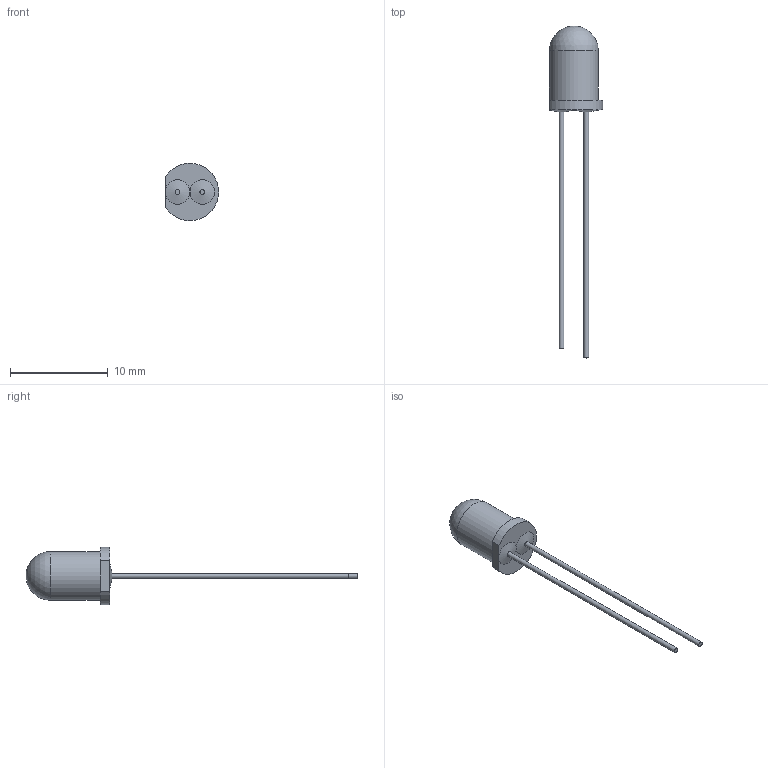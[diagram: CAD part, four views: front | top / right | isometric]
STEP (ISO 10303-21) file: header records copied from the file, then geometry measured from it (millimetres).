
FILE_DESCRIPTION(/* description */ (''),/* implementation_level */ '2;1');
FILE_NAME(/* name */ '5mm_LED_Blue-0.stp',/* time_stamp */ '2026-01-16T14:21:10+01:00',/* author */ ('rk'),/* organization */ (''),/* preprocessor_version */ 'ST-DEVELOPER v20',/* originating_system */ 'Autodesk Inventor 2025',/* authorisation */ '');
FILE_SCHEMA (('AUTOMOTIVE_DESIGN { 1 0 10303 214 3 1 1 }'));
Length unit declared in the file: millimetre
Products named in the file (1): 5mm_LED_Blue
Bounding box: 5.47 x 34 x 5.9 mm (x, y, z)
Volume: 169.8 mm3; surface area: 248.7 mm2
Topology: 1 solids, 1 shells, 13 faces, 27 edges, 16 vertices
Faces by surface type: plane 6, cylinder 4, cone 2, sphere 1
Full cylindrical faces by diameter (mm): 0.5 x2, 5 x1
Entity records: 411 total; most frequent: DIRECTION 68, CARTESIAN_POINT 56, ORIENTED_EDGE 52, AXIS2_PLACEMENT_3D 28, EDGE_CURVE 26, VERTEX_POINT 16, CIRCLE 14, EDGE_LOOP 14
